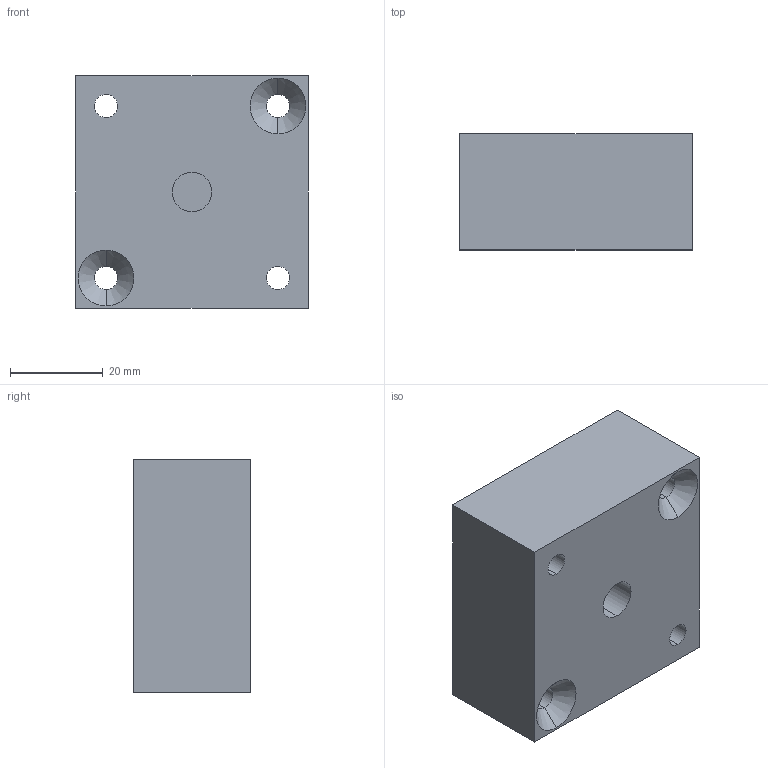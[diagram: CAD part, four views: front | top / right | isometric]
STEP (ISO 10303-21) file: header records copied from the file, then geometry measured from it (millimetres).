
FILE_DESCRIPTION (( 'STEP AP214' ), '1' );
FILE_NAME ('ARL-TP01-C-MOULE.STEP', '2023-01-26T09:42:38', ( 'T' ), ( 'F' ), 'SwSTEP 2.0', 'SolidWorks 2001340', '' );
FILE_SCHEMA (( 'AUTOMOTIVE_DESIGN' ));
Length unit declared in the file: millimetre
Products named in the file (1): ARL-TP01-C-MOULE
Bounding box: 50 x 25 x 50 mm (x, y, z)
Volume: 48796.5 mm3; surface area: 12362.5 mm2
Topology: 1 solids, 1 shells, 27 faces, 64 edges, 41 vertices
Faces by surface type: cylinder 12, plane 7, cone 6, sphere 2
Entity records: 831 total; most frequent: DIRECTION 154, CARTESIAN_POINT 133, ORIENTED_EDGE 128, EDGE_CURVE 64, AXIS2_PLACEMENT_3D 62, VERTEX_POINT 41, EDGE_LOOP 37, CIRCLE 34
